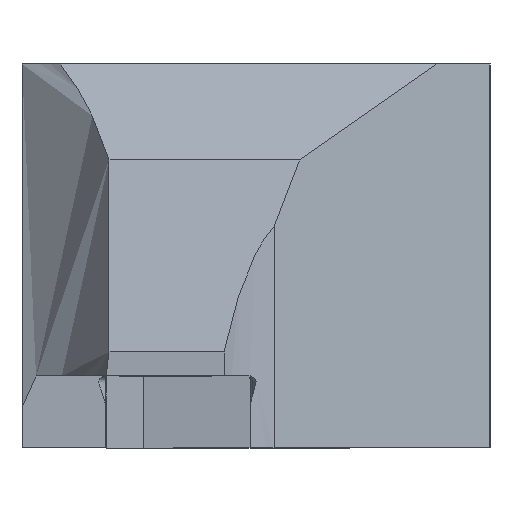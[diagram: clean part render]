
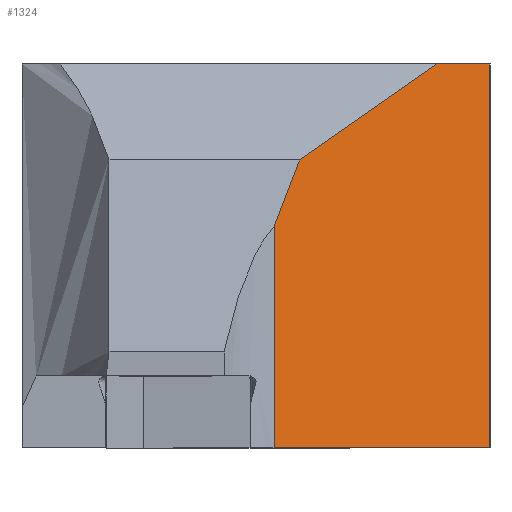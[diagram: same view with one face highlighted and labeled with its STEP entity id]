
A CAD part, left-side view. The second image highlights one B-rep face of the part: STEP entity #1324.
In plain terms, the highlighted planar face has unit normal (-0.819, -0.574, 0).
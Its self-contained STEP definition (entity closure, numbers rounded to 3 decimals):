
#17 = DIRECTION ( 'NONE',  ( -0.574, 0.819, 0. ) ) ;
#24 = VECTOR ( 'NONE', #1400, 1000. ) ;
#35 = VERTEX_POINT ( 'NONE', #1046 ) ;
#46 = VECTOR ( 'NONE', #367, 1000. ) ;
#110 = VECTOR ( 'NONE', #275, 1000. ) ;
#119 = CARTESIAN_POINT ( 'NONE',  ( 1.4, 9., -16. ) ) ;
#135 = CARTESIAN_POINT ( 'NONE',  ( 7.702, 0., -16. ) ) ;
#137 = CARTESIAN_POINT ( 'NONE',  ( 1.4, 9., -16. ) ) ;
#148 = EDGE_CURVE ( 'Defeature ausgef�hrt1_17+Defeature ausgef�hrt1_16+Defeature ausgef�hrt1_22+Defeature ausgef�hrt1_4', #35, #171, #779, .T. ) ;
#171 = VERTEX_POINT ( 'NONE', #1572 ) ;
#193 = ORIENTED_EDGE ( 'NONE', *, *, #640, .F. ) ;
#275 = DIRECTION ( 'NONE',  ( -0.574, 0.819, 0. ) ) ;
#326 = LINE ( 'NONE', #119, #110 ) ;
#330 = CARTESIAN_POINT ( 'NONE',  ( 1.4, 9., -16. ) ) ;
#367 = DIRECTION ( 'NONE',  ( -0.574, 0.819, 0. ) ) ;
#386 = ORIENTED_EDGE ( 'NONE', *, *, #437, .F. ) ;
#436 = CARTESIAN_POINT ( 'NONE',  ( 6.144, 2.225, -16. ) ) ;
#437 = EDGE_CURVE ( 'Defeature ausgef�hrt1_21+Defeature ausgef�hrt1_17+Defeature ausgef�hrt1_22+Defeature ausgef�hrt1_9', #1065, #1381, #943, .T. ) ;
#491 = EDGE_CURVE ( 'Defeature ausgef�hrt1_17+Defeature ausgef�hrt1_9+Defeature ausgef�hrt1_8+Defeature ausgef�hrt1_21', #846, #1381, #326, .T. ) ;
#498 = DIRECTION ( 'NONE',  ( 0.819, 0.574, 0. ) ) ;
#569 = EDGE_CURVE ( 'Defeature ausgef�hrt1_8+Defeature ausgef�hrt1_17+Defeature ausgef�hrt1_9+Defeature ausgef�hrt1_4', #846, #1840, #1491, .T. ) ;
#640 = EDGE_CURVE ( 'Defeature ausgef�hrt1_22+Defeature ausgef�hrt1_17+Defeature ausgef�hrt1_16+Defeature ausgef�hrt1_21', #35, #1065, #659, .T. ) ;
#659 = LINE ( 'NONE', #952, #24 ) ;
#711 = ORIENTED_EDGE ( 'NONE', *, *, #148, .T. ) ;
#712 = CARTESIAN_POINT ( 'NONE',  ( 7.702, 0., -32. ) ) ;
#748 = VECTOR ( 'NONE', #1268, 1000. ) ;
#759 = ORIENTED_EDGE ( 'NONE', *, *, #569, .F. ) ;
#779 = LINE ( 'NONE', #137, #748 ) ;
#846 = VERTEX_POINT ( 'NONE', #1613 ) ;
#860 = AXIS2_PLACEMENT_3D ( 'NONE', #330, #498, #17 ) ;
#878 = FACE_OUTER_BOUND ( 'NONE', #1825, .T. ) ;
#943 = LINE ( 'NONE', #1051, #1918 ) ;
#952 = CARTESIAN_POINT ( 'NONE',  ( 2.89, 6.872, -17.214 ) ) ;
#977 = ORIENTED_EDGE ( 'NONE', *, *, #491, .T. ) ;
#1046 = CARTESIAN_POINT ( 'NONE',  ( 1.4, 9., -22.775 ) ) ;
#1051 = CARTESIAN_POINT ( 'NONE',  ( 2.574, 7.323, -19.569 ) ) ;
#1065 = VERTEX_POINT ( 'NONE', #1541 ) ;
#1166 = CARTESIAN_POINT ( 'NONE',  ( 1.4, 9., -32. ) ) ;
#1268 = DIRECTION ( 'NONE',  ( 0., 0., -1. ) ) ;
#1324 = ADVANCED_FACE ( 'Defeature ausgef�hrt1_17', ( #878 ), #1427, .F. ) ;
#1381 = VERTEX_POINT ( 'NONE', #436 ) ;
#1394 = DIRECTION ( 'NONE',  ( 0., 0., -1. ) ) ;
#1400 = DIRECTION ( 'NONE',  ( 0.243, -0.347, 0.906 ) ) ;
#1408 = LINE ( 'NONE', #1166, #46 ) ;
#1427 = PLANE ( 'NONE',  #860 ) ;
#1452 = EDGE_CURVE ( 'Defeature ausgef�hrt1_4+Defeature ausgef�hrt1_17+Defeature ausgef�hrt1_8+Defeature ausgef�hrt1_16', #1840, #171, #1408, .T. ) ;
#1483 = VECTOR ( 'NONE', #1394, 1000. ) ;
#1488 = DIRECTION ( 'NONE',  ( 0.498, -0.711, 0.498 ) ) ;
#1491 = LINE ( 'NONE', #135, #1483 ) ;
#1541 = CARTESIAN_POINT ( 'NONE',  ( 2.144, 7.938, -20. ) ) ;
#1572 = CARTESIAN_POINT ( 'NONE',  ( 1.4, 9., -32. ) ) ;
#1613 = CARTESIAN_POINT ( 'NONE',  ( 7.702, 0., -16. ) ) ;
#1778 = ORIENTED_EDGE ( 'NONE', *, *, #1452, .F. ) ;
#1825 = EDGE_LOOP ( 'NONE', ( #193, #711, #1778, #759, #977, #386 ) ) ;
#1840 = VERTEX_POINT ( 'NONE', #712 ) ;
#1918 = VECTOR ( 'NONE', #1488, 1000. ) ;
